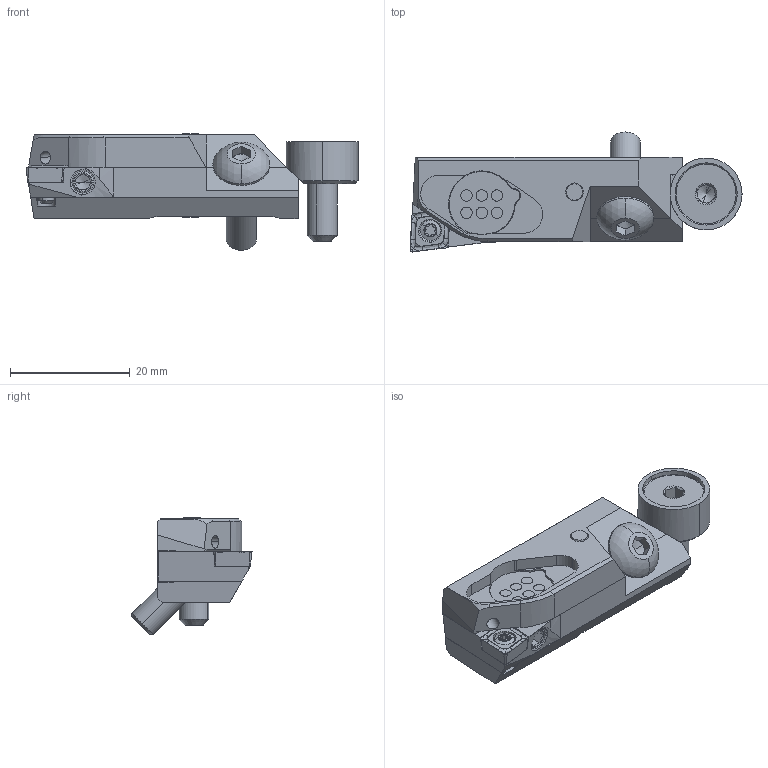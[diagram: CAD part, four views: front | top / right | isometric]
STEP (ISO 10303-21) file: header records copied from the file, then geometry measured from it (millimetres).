
FILE_DESCRIPTION (( 'STEP AP214' ), '1' );
FILE_NAME ('KKH.WCA.016.045.STEP', '2019-05-02T09:42:32', ( '' ), ( '' ), 'SwSTEP 2.0', 'SolidWorks 2017', '' );
FILE_SCHEMA (( 'AUTOMOTIVE_DESIGN' ));
Length unit declared in the file: millimetre
Products named in the file (27): Fxx-MAB.xxx.xxx_A_F20M1x2; DIN 7991 - M5x16; KKH-ER1.004.008_A; CCMT060204; ISO 4026 - M3 x 3; KKH-ER1.014.045_B; ISO 7380 - M5 x 18; KKH.WCA.016.045; WCA-ER2.001.006_A; ISO 2338 - 2.5 h8 x 6; ISO 7380 - M5 x 18_PreviewCfg; KKH-ER2.WCA.045_C; KKH-ER3.012.007_A; Fxx-MAB.xxx.xxx_A; ISO 8734 - 3 x 14m6; PEE-DA1.011.026_C
Assembly tree (13 placements, depth 2):
  KKH-ER1.004.008_A
  CCMT060204
  KKH-ER1.014.045_B
  ISO 7380 - M5 x 18
  ISO 4026 - M3 x 3
Bounding box: 55.5 x 20.08 x 19.48 mm (x, y, z)
Volume: 7283.6 mm3; surface area: 7758.3 mm2
Topology: 13 solids, 13 shells, 495 faces, 1251 edges, 787 vertices
Faces by surface type: plane 262, cylinder 138, cone 69, bspline 12, torus 10, sphere 4
Entity records: 16985 total; most frequent: CARTESIAN_POINT 3199, DIRECTION 2484, ORIENTED_EDGE 2478, EDGE_CURVE 1239, AXIS2_PLACEMENT_3D 858, VERTEX_POINT 787, VECTOR 768, LINE 768
